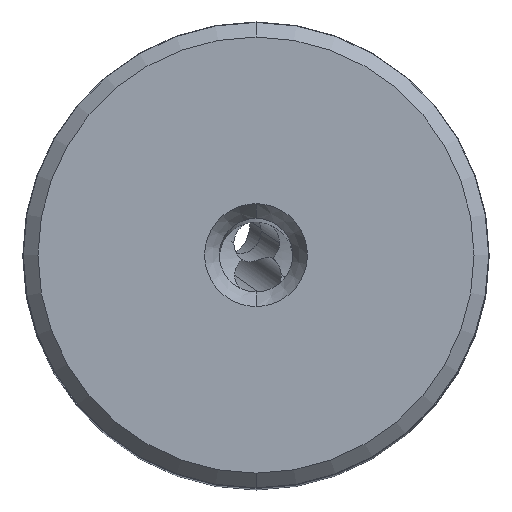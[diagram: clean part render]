
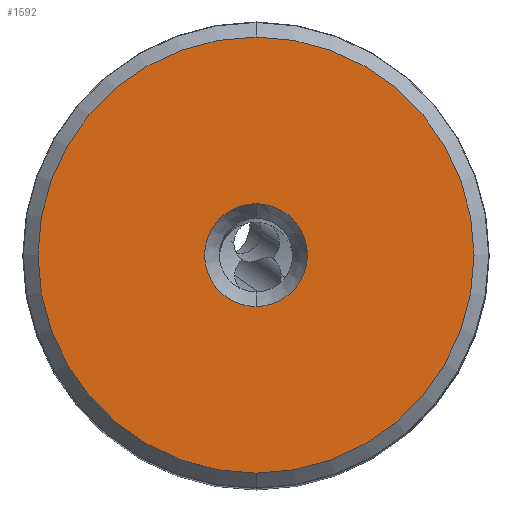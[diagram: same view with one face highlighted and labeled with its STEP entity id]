
A CAD part, top view. The second image highlights one B-rep face of the part: STEP entity #1592.
In plain terms, the highlighted planar face has unit normal (0, 0, 1).
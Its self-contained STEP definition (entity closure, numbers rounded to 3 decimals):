
#1592=ADVANCED_FACE('',(#2063,#2064),#1949,.T.);
#1949=PLANE('',#6798);
#2063=FACE_BOUND('',#2095,.T.);
#2064=FACE_BOUND('',#2096,.T.);
#2095=EDGE_LOOP('',(#2468,#2469));
#2096=EDGE_LOOP('',(#2470,#2471));
#2468=ORIENTED_EDGE('',*,*,#5209,.T.);
#2469=ORIENTED_EDGE('',*,*,#5210,.T.);
#2470=ORIENTED_EDGE('',*,*,#5211,.T.);
#2471=ORIENTED_EDGE('',*,*,#5212,.T.);
#4524=VERTEX_POINT('',#9629);
#4525=VERTEX_POINT('',#9630);
#4526=VERTEX_POINT('',#9633);
#4527=VERTEX_POINT('',#9634);
#5209=EDGE_CURVE('',#4524,#4525,#6237,.T.);
#5210=EDGE_CURVE('',#4525,#4524,#6238,.T.);
#5211=EDGE_CURVE('',#4526,#4527,#6239,.T.);
#5212=EDGE_CURVE('',#4527,#4526,#6240,.T.);
#6237=CIRCLE('',#6794,14.84);
#6238=CIRCLE('',#6795,14.84);
#6239=CIRCLE('',#6796,3.5);
#6240=CIRCLE('',#6797,3.5);
#6794=AXIS2_PLACEMENT_3D('',#9628,#7648,#7649);
#6795=AXIS2_PLACEMENT_3D('',#9631,#7650,#7651);
#6796=AXIS2_PLACEMENT_3D('',#9632,#7652,#7653);
#6797=AXIS2_PLACEMENT_3D('',#9635,#7654,#7655);
#6798=AXIS2_PLACEMENT_3D('',#9636,#7656,#7657);
#7648=DIRECTION('',(0.,0.,1.));
#7649=DIRECTION('',(0.,-1.,0.));
#7650=DIRECTION('',(0.,0.,1.));
#7651=DIRECTION('',(0.,1.,0.));
#7652=DIRECTION('',(0.,0.,-1.));
#7653=DIRECTION('',(0.,-1.,0.));
#7654=DIRECTION('',(0.,0.,-1.));
#7655=DIRECTION('',(0.,1.,0.));
#7656=DIRECTION('',(0.,0.,1.));
#7657=DIRECTION('',(0.,-1.,0.));
#9628=CARTESIAN_POINT('',(0.,0.,0.));
#9629=CARTESIAN_POINT('',(0.,-14.84,0.));
#9630=CARTESIAN_POINT('',(0.,14.84,0.));
#9631=CARTESIAN_POINT('',(0.,0.,0.));
#9632=CARTESIAN_POINT('',(0.,0.,0.));
#9633=CARTESIAN_POINT('',(0.,-3.5,0.));
#9634=CARTESIAN_POINT('',(0.,3.5,0.));
#9635=CARTESIAN_POINT('',(0.,0.,0.));
#9636=CARTESIAN_POINT('',(0.,0.,0.));
